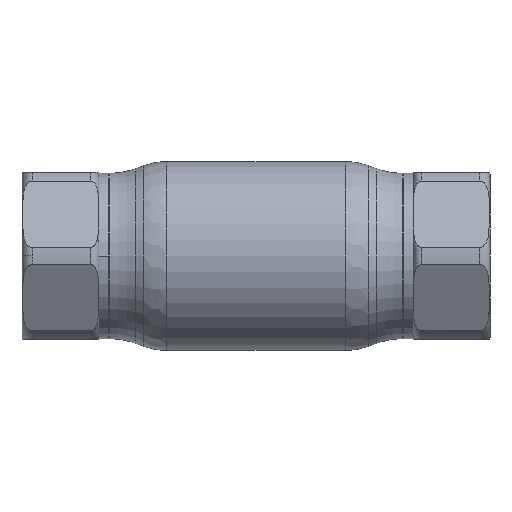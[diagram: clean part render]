
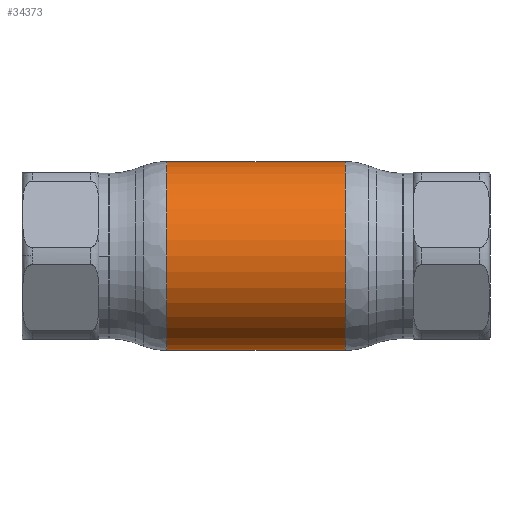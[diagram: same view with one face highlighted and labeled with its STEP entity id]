
A CAD part, front view. The second image highlights one B-rep face of the part: STEP entity #34373.
In plain terms, the highlighted cylindrical face has radius 28.25 mm (diameter 56.5 mm), a partial arc.
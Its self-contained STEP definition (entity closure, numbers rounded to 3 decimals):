
#849 = VERTEX_POINT ( 'NONE', #8441 ) ;
#2810 = CARTESIAN_POINT ( 'NONE',  ( -62.69, 0., 0. ) ) ;
#4288 = CARTESIAN_POINT ( 'NONE',  ( 26.673, 0., -28.25 ) ) ;
#4499 = DIRECTION ( 'NONE',  ( 0., 0., 1. ) ) ;
#4833 = VECTOR ( 'NONE', #11320, 1000. ) ;
#7709 = CARTESIAN_POINT ( 'NONE',  ( -26.673, 0., -28.25 ) ) ;
#8441 = CARTESIAN_POINT ( 'NONE',  ( 26.673, 0., 28.25 ) ) ;
#8902 = AXIS2_PLACEMENT_3D ( 'NONE', #20321, #34367, #34956 ) ;
#9225 = ORIENTED_EDGE ( 'NONE', *, *, #32854, .T. ) ;
#11320 = DIRECTION ( 'NONE',  ( -1., 0., 0. ) ) ;
#12348 = ORIENTED_EDGE ( 'NONE', *, *, #22688, .F. ) ;
#12632 = AXIS2_PLACEMENT_3D ( 'NONE', #2810, #47391, #52194 ) ;
#13984 = EDGE_CURVE ( 'NONE', #26228, #44719, #27116, .T. ) ;
#15825 = LINE ( 'NONE', #34098, #56708 ) ;
#16697 = LINE ( 'NONE', #34675, #4833 ) ;
#20321 = CARTESIAN_POINT ( 'NONE',  ( -26.673, 0., 0. ) ) ;
#22198 = EDGE_LOOP ( 'NONE', ( #12348, #9225, #41614, #43174 ) ) ;
#22688 = EDGE_CURVE ( 'NONE', #52504, #26228, #16697, .T. ) ;
#23228 = AXIS2_PLACEMENT_3D ( 'NONE', #32359, #58108, #4499 ) ;
#24552 = DIRECTION ( 'NONE',  ( -1., 0., 0. ) ) ;
#26228 = VERTEX_POINT ( 'NONE', #7709 ) ;
#27116 = CIRCLE ( 'NONE', #8902, 28.25 ) ;
#32359 = CARTESIAN_POINT ( 'NONE',  ( 26.673, 0., 0. ) ) ;
#32854 = EDGE_CURVE ( 'NONE', #52504, #849, #48994, .T. ) ;
#34098 = CARTESIAN_POINT ( 'NONE',  ( -62.69, 0., 28.25 ) ) ;
#34367 = DIRECTION ( 'NONE',  ( -1., 0., 0. ) ) ;
#34373 = ADVANCED_FACE ( 'NONE', ( #37851 ), #56051, .T. ) ;
#34675 = CARTESIAN_POINT ( 'NONE',  ( -62.69, 0., -28.25 ) ) ;
#34956 = DIRECTION ( 'NONE',  ( 0., 0., 1. ) ) ;
#35926 = EDGE_CURVE ( 'NONE', #849, #44719, #15825, .T. ) ;
#37851 = FACE_OUTER_BOUND ( 'NONE', #22198, .T. ) ;
#41614 = ORIENTED_EDGE ( 'NONE', *, *, #35926, .T. ) ;
#43174 = ORIENTED_EDGE ( 'NONE', *, *, #13984, .F. ) ;
#44719 = VERTEX_POINT ( 'NONE', #48209 ) ;
#47391 = DIRECTION ( 'NONE',  ( -1., 0., 0. ) ) ;
#48209 = CARTESIAN_POINT ( 'NONE',  ( -26.673, 0., 28.25 ) ) ;
#48994 = CIRCLE ( 'NONE', #23228, 28.25 ) ;
#52194 = DIRECTION ( 'NONE',  ( 0., 0., 1. ) ) ;
#52504 = VERTEX_POINT ( 'NONE', #4288 ) ;
#56051 = CYLINDRICAL_SURFACE ( 'NONE', #12632, 28.25 ) ;
#56708 = VECTOR ( 'NONE', #24552, 1000. ) ;
#58108 = DIRECTION ( 'NONE',  ( -1., 0., 0. ) ) ;
